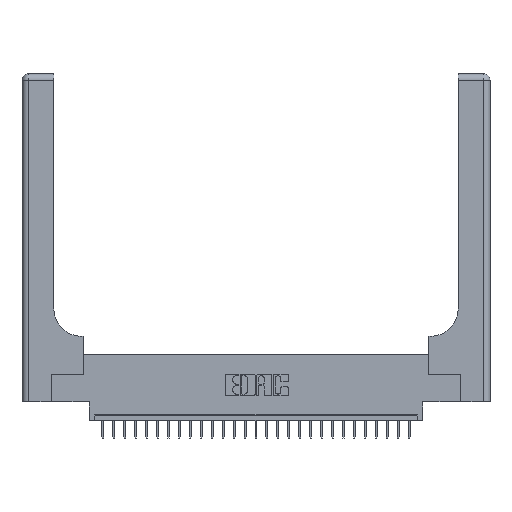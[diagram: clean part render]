
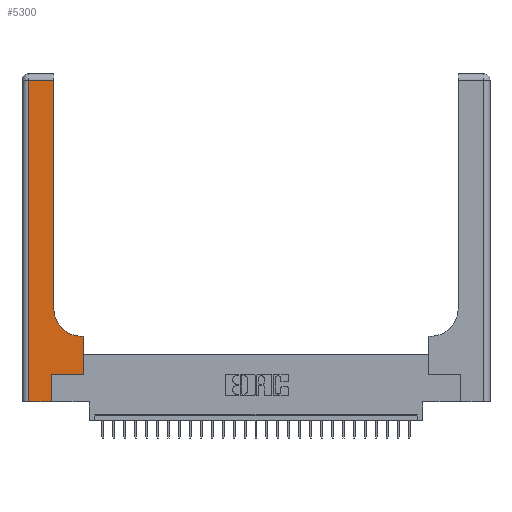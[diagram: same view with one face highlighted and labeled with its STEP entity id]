
A CAD part, top view. The second image highlights one B-rep face of the part: STEP entity #5300.
In plain terms, the highlighted planar face has unit normal (0, 0, 1).
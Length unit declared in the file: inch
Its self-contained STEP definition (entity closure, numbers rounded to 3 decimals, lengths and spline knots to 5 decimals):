
#399 = LINE ( 'NONE', #874, #28381 ) ;
#486 = VERTEX_POINT ( 'NONE', #9327 ) ;
#576 = VECTOR ( 'NONE', #25104, 39.37008 ) ;
#705 = EDGE_CURVE ( 'NONE', #486, #27133, #23293, .T. ) ;
#746 = CARTESIAN_POINT ( 'NONE',  ( 0., 0., 0.37 ) ) ;
#874 = CARTESIAN_POINT ( 'NONE',  ( 0.2915, 0.6, 0.37 ) ) ;
#1283 = ORIENTED_EDGE ( 'NONE', *, *, #18103, .T. ) ;
#1305 = CARTESIAN_POINT ( 'NONE',  ( 0., 2.94, 0.37 ) ) ;
#1588 = AXIS2_PLACEMENT_3D ( 'NONE', #4801, #22751, #8104 ) ;
#1885 = EDGE_CURVE ( 'NONE', #20912, #25078, #4003, .T. ) ;
#1894 = AXIS2_PLACEMENT_3D ( 'NONE', #11219, #9365, #2316 ) ;
#2143 = ORIENTED_EDGE ( 'NONE', *, *, #1885, .T. ) ;
#2316 = DIRECTION ( 'NONE',  ( 1., 0., 0. ) ) ;
#2596 = VECTOR ( 'NONE', #22783, 39.37008 ) ;
#3909 = LINE ( 'NONE', #9439, #20703 ) ;
#4003 = LINE ( 'NONE', #20747, #2596 ) ;
#4137 = EDGE_CURVE ( 'NONE', #18656, #20912, #26227, .T. ) ;
#4801 = CARTESIAN_POINT ( 'NONE',  ( 0., 3., 0.37 ) ) ;
#4933 = DIRECTION ( 'NONE',  ( 0., 1., 0. ) ) ;
#5300 = ADVANCED_FACE ( 'NONE', ( #26863 ), #14845, .F. ) ;
#5629 = ORIENTED_EDGE ( 'NONE', *, *, #15472, .T. ) ;
#7405 = VECTOR ( 'NONE', #23588, 39.37008 ) ;
#7529 = VERTEX_POINT ( 'NONE', #28021 ) ;
#7572 = ORIENTED_EDGE ( 'NONE', *, *, #27110, .T. ) ;
#7729 = CARTESIAN_POINT ( 'NONE',  ( 0.06, 2.94, 0.37 ) ) ;
#7916 = ORIENTED_EDGE ( 'NONE', *, *, #4137, .T. ) ;
#8104 = DIRECTION ( 'NONE',  ( -1., 0., 0. ) ) ;
#8871 = DIRECTION ( 'NONE',  ( 0., 1., 0. ) ) ;
#9327 = CARTESIAN_POINT ( 'NONE',  ( 0.5415, 0.6, 0.37 ) ) ;
#9365 = DIRECTION ( 'NONE',  ( 0., 0., -1. ) ) ;
#9439 = CARTESIAN_POINT ( 'NONE',  ( 0.2915, 3., 0.37 ) ) ;
#10832 = CARTESIAN_POINT ( 'NONE',  ( 0.06, 3., 0.37 ) ) ;
#11212 = VECTOR ( 'NONE', #8871, 39.37008 ) ;
#11219 = CARTESIAN_POINT ( 'NONE',  ( 0.5415, 0.85, 0.37 ) ) ;
#11257 = LINE ( 'NONE', #24306, #7405 ) ;
#12068 = CARTESIAN_POINT ( 'NONE',  ( 0.06, 0., 0.37 ) ) ;
#12463 = LINE ( 'NONE', #10832, #23646 ) ;
#13971 = CARTESIAN_POINT ( 'NONE',  ( 0.2915, 0.85, 0.37 ) ) ;
#14845 = PLANE ( 'NONE',  #1588 ) ;
#15155 = ORIENTED_EDGE ( 'NONE', *, *, #23627, .T. ) ;
#15472 = EDGE_CURVE ( 'NONE', #24155, #17811, #12463, .T. ) ;
#15655 = CARTESIAN_POINT ( 'NONE',  ( 0.2915, 2.94, 0.37 ) ) ;
#16189 = CARTESIAN_POINT ( 'NONE',  ( 0.269, 0.25, 0.37 ) ) ;
#16813 = LINE ( 'NONE', #1305, #19283 ) ;
#17456 = DIRECTION ( 'NONE',  ( 0., -1., 0. ) ) ;
#17811 = VERTEX_POINT ( 'NONE', #12068 ) ;
#18103 = EDGE_CURVE ( 'NONE', #25078, #7529, #11257, .T. ) ;
#18120 = EDGE_CURVE ( 'NONE', #18352, #24155, #16813, .T. ) ;
#18191 = EDGE_LOOP ( 'NONE', ( #20663, #22219, #5629, #7572, #7916, #2143, #1283, #15155, #25566 ) ) ;
#18352 = VERTEX_POINT ( 'NONE', #15655 ) ;
#18370 = EDGE_CURVE ( 'NONE', #27133, #18352, #3909, .T. ) ;
#18656 = VERTEX_POINT ( 'NONE', #23194 ) ;
#19283 = VECTOR ( 'NONE', #26142, 39.37008 ) ;
#20663 = ORIENTED_EDGE ( 'NONE', *, *, #18370, .T. ) ;
#20703 = VECTOR ( 'NONE', #4933, 39.37008 ) ;
#20747 = CARTESIAN_POINT ( 'NONE',  ( 0.269, 0.25, 0.37 ) ) ;
#20912 = VERTEX_POINT ( 'NONE', #16189 ) ;
#22219 = ORIENTED_EDGE ( 'NONE', *, *, #18120, .T. ) ;
#22272 = LINE ( 'NONE', #746, #576 ) ;
#22751 = DIRECTION ( 'NONE',  ( 0., 0., -1. ) ) ;
#22783 = DIRECTION ( 'NONE',  ( 1., 0., 0. ) ) ;
#23194 = CARTESIAN_POINT ( 'NONE',  ( 0.269, 0., 0.37 ) ) ;
#23293 = CIRCLE ( 'NONE', #1894, 0.25 ) ;
#23588 = DIRECTION ( 'NONE',  ( 0., 1., 0. ) ) ;
#23627 = EDGE_CURVE ( 'NONE', #7529, #486, #399, .T. ) ;
#23646 = VECTOR ( 'NONE', #17456, 39.37008 ) ;
#24155 = VERTEX_POINT ( 'NONE', #7729 ) ;
#24306 = CARTESIAN_POINT ( 'NONE',  ( 0.5585, 0.25, 0.37 ) ) ;
#24645 = CARTESIAN_POINT ( 'NONE',  ( 0.5585, 0.25, 0.37 ) ) ;
#25078 = VERTEX_POINT ( 'NONE', #24645 ) ;
#25104 = DIRECTION ( 'NONE',  ( 1., 0., 0. ) ) ;
#25566 = ORIENTED_EDGE ( 'NONE', *, *, #705, .T. ) ;
#25609 = DIRECTION ( 'NONE',  ( -1., 0., 0. ) ) ;
#26142 = DIRECTION ( 'NONE',  ( -1., 0., 0. ) ) ;
#26227 = LINE ( 'NONE', #26847, #11212 ) ;
#26847 = CARTESIAN_POINT ( 'NONE',  ( 0.269, 0., 0.37 ) ) ;
#26863 = FACE_OUTER_BOUND ( 'NONE', #18191, .T. ) ;
#27110 = EDGE_CURVE ( 'NONE', #17811, #18656, #22272, .T. ) ;
#27133 = VERTEX_POINT ( 'NONE', #13971 ) ;
#28021 = CARTESIAN_POINT ( 'NONE',  ( 0.5585, 0.6, 0.37 ) ) ;
#28381 = VECTOR ( 'NONE', #25609, 39.37008 ) ;
